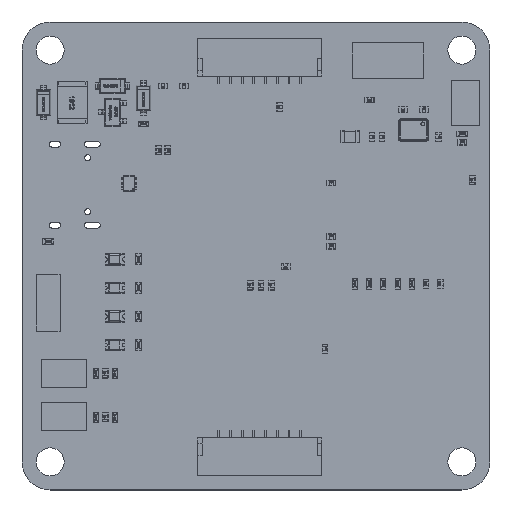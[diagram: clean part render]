
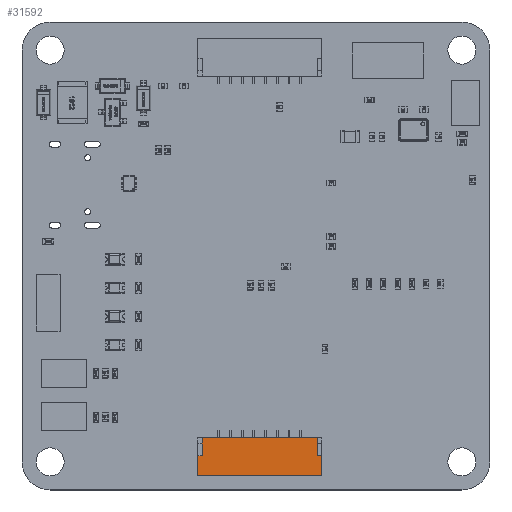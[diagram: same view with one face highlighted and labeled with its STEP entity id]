
A CAD part, top view. The second image highlights one B-rep face of the part: STEP entity #31592.
In plain terms, the highlighted face is planar.
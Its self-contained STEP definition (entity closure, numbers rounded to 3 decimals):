
#31503 = VERTEX_POINT('',#31504);
#31504 = CARTESIAN_POINT('',(6.625,4.25,0.));
#31510 = EDGE_CURVE('',#31503,#31511,#31513,.T.);
#31511 = VERTEX_POINT('',#31512);
#31512 = CARTESIAN_POINT('',(-6.625,4.25,0.));
#31513 = LINE('',#31514,#31515);
#31514 = CARTESIAN_POINT('',(6.625,4.25,0.));
#31515 = VECTOR('',#31516,1.);
#31516 = DIRECTION('',(-1.,0.,0.));
#31592 = ADVANCED_FACE('',(#31593),#31650,.F.);
#31593 = FACE_BOUND('',#31594,.T.);
#31594 = EDGE_LOOP('',(#31595,#31603,#31604,#31612,#31620,#31628,#31636,
    #31644));
#31595 = ORIENTED_EDGE('',*,*,#31596,.F.);
#31596 = EDGE_CURVE('',#31511,#31597,#31599,.T.);
#31597 = VERTEX_POINT('',#31598);
#31598 = CARTESIAN_POINT('',(-6.625,4.25,-2.15));
#31599 = LINE('',#31600,#31601);
#31600 = CARTESIAN_POINT('',(-6.625,4.25,-4.05));
#31601 = VECTOR('',#31602,1.);
#31602 = DIRECTION('',(0.,0.,-1.));
#31603 = ORIENTED_EDGE('',*,*,#31510,.F.);
#31604 = ORIENTED_EDGE('',*,*,#31605,.F.);
#31605 = EDGE_CURVE('',#31606,#31503,#31608,.T.);
#31606 = VERTEX_POINT('',#31607);
#31607 = CARTESIAN_POINT('',(6.625,4.25,-2.15));
#31608 = LINE('',#31609,#31610);
#31609 = CARTESIAN_POINT('',(6.625,4.25,-4.05));
#31610 = VECTOR('',#31611,1.);
#31611 = DIRECTION('',(0.,0.,1.));
#31612 = ORIENTED_EDGE('',*,*,#31613,.F.);
#31613 = EDGE_CURVE('',#31614,#31606,#31616,.T.);
#31614 = VERTEX_POINT('',#31615);
#31615 = CARTESIAN_POINT('',(6.125,4.25,-2.15));
#31616 = LINE('',#31617,#31618);
#31617 = CARTESIAN_POINT('',(6.625,4.25,-2.15));
#31618 = VECTOR('',#31619,1.);
#31619 = DIRECTION('',(1.,0.,0.));
#31620 = ORIENTED_EDGE('',*,*,#31621,.F.);
#31621 = EDGE_CURVE('',#31622,#31614,#31624,.T.);
#31622 = VERTEX_POINT('',#31623);
#31623 = CARTESIAN_POINT('',(6.125,4.25,-4.05));
#31624 = LINE('',#31625,#31626);
#31625 = CARTESIAN_POINT('',(6.125,4.25,-4.05));
#31626 = VECTOR('',#31627,1.);
#31627 = DIRECTION('',(0.,0.,1.));
#31628 = ORIENTED_EDGE('',*,*,#31629,.F.);
#31629 = EDGE_CURVE('',#31630,#31622,#31632,.T.);
#31630 = VERTEX_POINT('',#31631);
#31631 = CARTESIAN_POINT('',(-6.125,4.25,-4.05));
#31632 = LINE('',#31633,#31634);
#31633 = CARTESIAN_POINT('',(6.625,4.25,-4.05));
#31634 = VECTOR('',#31635,1.);
#31635 = DIRECTION('',(1.,0.,0.));
#31636 = ORIENTED_EDGE('',*,*,#31637,.F.);
#31637 = EDGE_CURVE('',#31638,#31630,#31640,.T.);
#31638 = VERTEX_POINT('',#31639);
#31639 = CARTESIAN_POINT('',(-6.125,4.25,-2.15));
#31640 = LINE('',#31641,#31642);
#31641 = CARTESIAN_POINT('',(-6.125,4.25,-4.05));
#31642 = VECTOR('',#31643,1.);
#31643 = DIRECTION('',(0.,0.,-1.));
#31644 = ORIENTED_EDGE('',*,*,#31645,.F.);
#31645 = EDGE_CURVE('',#31597,#31638,#31646,.T.);
#31646 = LINE('',#31647,#31648);
#31647 = CARTESIAN_POINT('',(6.625,4.25,-2.15));
#31648 = VECTOR('',#31649,1.);
#31649 = DIRECTION('',(1.,0.,0.));
#31650 = PLANE('',#31651);
#31651 = AXIS2_PLACEMENT_3D('',#31652,#31653,#31654);
#31652 = CARTESIAN_POINT('',(6.625,4.25,-4.05));
#31653 = DIRECTION('',(0.,-1.,0.));
#31654 = DIRECTION('',(0.,0.,-1.));
